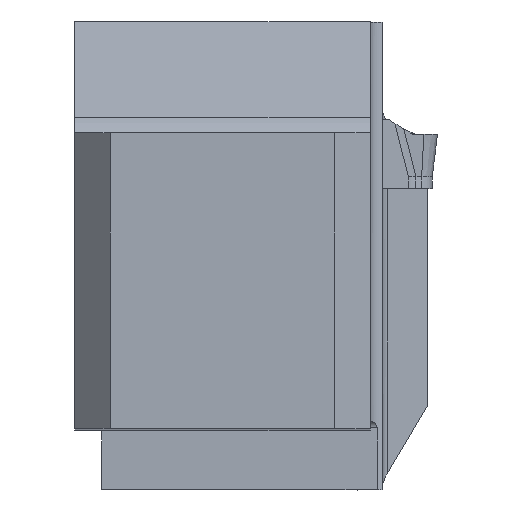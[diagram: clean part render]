
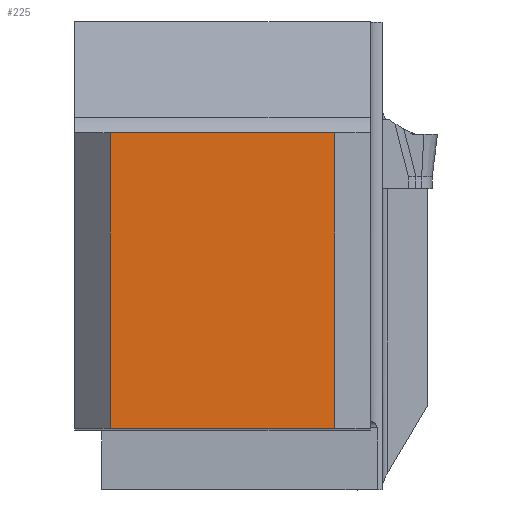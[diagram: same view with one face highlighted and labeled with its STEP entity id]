
A CAD part, top view. The second image highlights one B-rep face of the part: STEP entity #225.
In plain terms, the highlighted planar face has unit normal (0, 0, 1).
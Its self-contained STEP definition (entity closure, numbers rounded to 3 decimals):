
#225=ADVANCED_FACE('CU_BACK_SU1',(#359),#308,.F.);
#308=PLANE('',#1766);
#359=FACE_OUTER_BOUND('',#445,.T.);
#445=EDGE_LOOP('',(#657,#658,#659,#660));
#657=ORIENTED_EDGE('',*,*,#1219,.F.);
#658=ORIENTED_EDGE('',*,*,#1205,.F.);
#659=ORIENTED_EDGE('',*,*,#1220,.T.);
#660=ORIENTED_EDGE('',*,*,#1217,.T.);
#1044=VERTEX_POINT('',#2409);
#1045=VERTEX_POINT('',#2411);
#1049=VERTEX_POINT('',#2446);
#1050=VERTEX_POINT('',#2448);
#1205=EDGE_CURVE('',#1044,#1045,#1419,.T.);
#1217=EDGE_CURVE('',#1050,#1049,#1428,.T.);
#1219=EDGE_CURVE('',#1045,#1049,#1430,.T.);
#1220=EDGE_CURVE('',#1044,#1050,#1431,.T.);
#1419=LINE('',#2410,#1570);
#1428=LINE('',#2447,#1579);
#1430=LINE('',#2451,#1581);
#1431=LINE('',#2452,#1582);
#1570=VECTOR('',#1969,1.);
#1579=VECTOR('',#1992,1.);
#1581=VECTOR('',#1996,1.);
#1582=VECTOR('',#1997,1.);
#1766=AXIS2_PLACEMENT_3D('',#2453,#1998,#1999);
#1969=DIRECTION('',(1.,0.,0.));
#1992=DIRECTION('',(1.,0.,0.));
#1996=DIRECTION('',(0.,-1.,0.));
#1997=DIRECTION('',(0.,-1.,0.));
#1998=DIRECTION('',(0.,0.,-1.));
#1999=DIRECTION('',(1.,0.,0.));
#2409=CARTESIAN_POINT('',(3.,24.925,0.));
#2410=CARTESIAN_POINT('',(110.,24.925,0.));
#2411=CARTESIAN_POINT('',(21.925,24.925,0.));
#2446=CARTESIAN_POINT('',(21.925,0.,0.));
#2447=CARTESIAN_POINT('',(110.,0.,0.));
#2448=CARTESIAN_POINT('',(3.,0.,0.));
#2451=CARTESIAN_POINT('',(21.925,0.,0.));
#2452=CARTESIAN_POINT('',(3.,0.,0.));
#2453=CARTESIAN_POINT('',(-23.246,44.925,0.));
